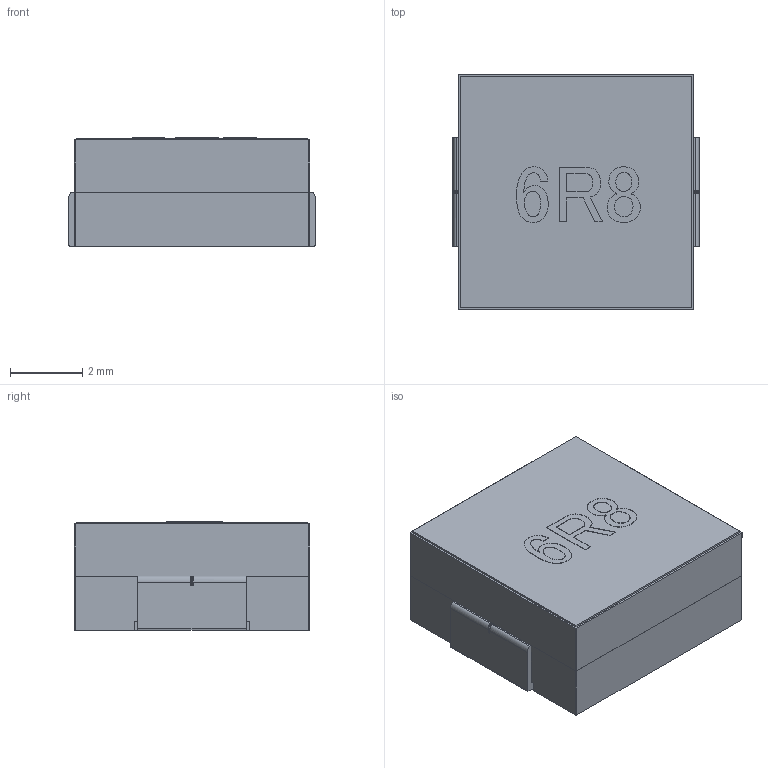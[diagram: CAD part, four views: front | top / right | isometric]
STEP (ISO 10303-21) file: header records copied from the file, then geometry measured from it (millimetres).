
FILE_DESCRIPTION( ('This file contains a STEP AP42 implementation' ,'as created by ZW3D STEP Interface translator.') ,'2;1' );
FILE_NAME( 'HE0630.stp' ,'18 816.101513', (''), ('ZWCAD Software Co.'), 'Version 1.0', 'ZW3D to STEP translator', '' );
FILE_SCHEMA( ('CONFIG_CONTROL_DESIGN') );
Length unit declared in the file: millimetre
Products named in the file (1): 0
Bounding box: 6.8 x 6.5 x 3 mm (x, y, z)
Volume: 128.3 mm3; surface area: 298.4 mm2
Topology: 7 solids, 7 shells, 171 faces, 452 edges, 296 vertices
Faces by surface type: bspline 171
Entity records: 5046 total; most frequent: CARTESIAN_POINT 2288, ORIENTED_EDGE 904, EDGE_CURVE 452, B_SPLINE_CURVE_WITH_KNOTS 404, VERTEX_POINT 296, EDGE_LOOP 180, FACE_OUTER_BOUND 171, ADVANCED_FACE 171
